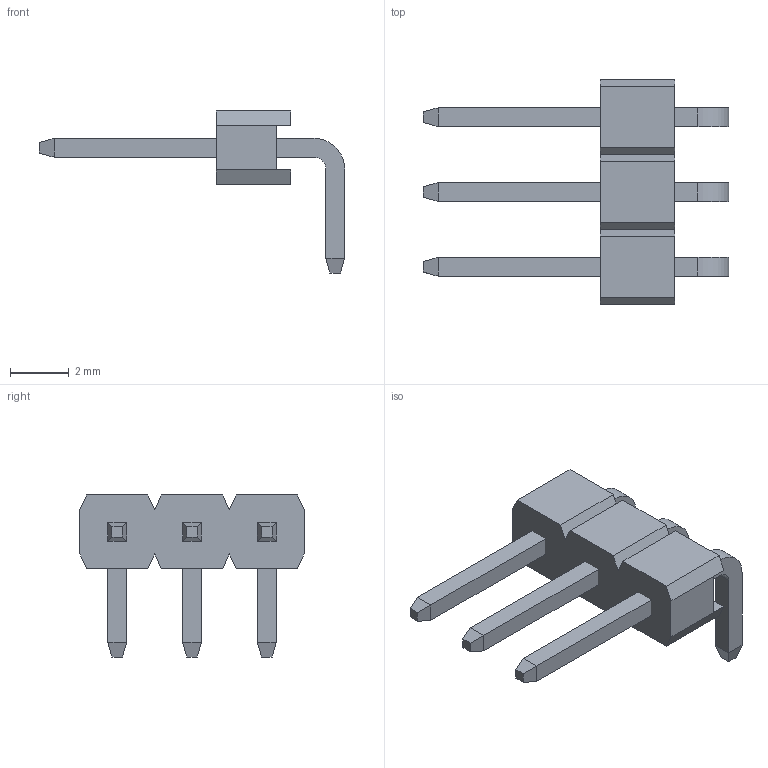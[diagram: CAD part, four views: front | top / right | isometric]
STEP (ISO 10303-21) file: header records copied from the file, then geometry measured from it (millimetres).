
FILE_DESCRIPTION(('FreeCAD Model'),'2;1');
FILE_NAME('1x3-male-pin-header-right-angle-type-II.step','2020-01-21T18:45:01',(''),(''), 'Open CASCADE STEP processor 7.4','FreeCAD','Unknown');
FILE_SCHEMA(('AUTOMOTIVE_DESIGN { 1 0 10303 214 1 1 1 1 }'));
Length unit declared in the file: millimetre
Products named in the file (5): 1x3-mape-pin-header-right-angle; 1x3-Insulator; pin; pin2; pin3
Assembly tree (4 placements, depth 2):
  1x3-mape-pin-header-right-angle
    1x3-Insulator
    pin
    pin2
    pin3
Bounding box: 10.36 x 7.62 x 5.5 mm (x, y, z)
Volume: 57.6 mm3; surface area: 205.6 mm2
Topology: 4 solids, 4 shells, 84 faces, 200 edges, 120 vertices
Faces by surface type: plane 54, bspline 24, cylinder 6
Entity records: 5033 total; most frequent: CARTESIAN_POINT 965, DIRECTION 688, LINE 528, VECTOR 528, ORIENTED_EDGE 400, PCURVE 400, DEFINITIONAL_REPRESENTATION 400, EDGE_CURVE 200
